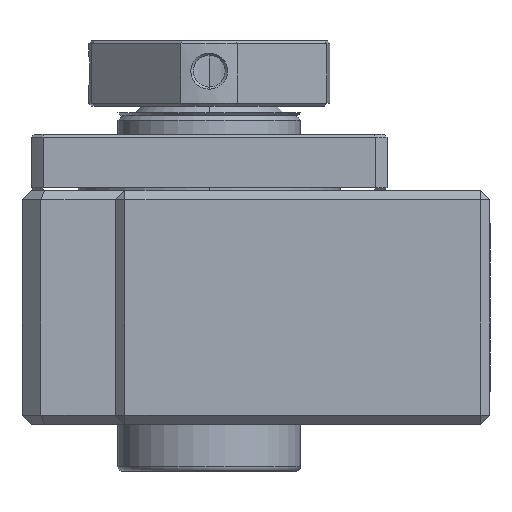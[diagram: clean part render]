
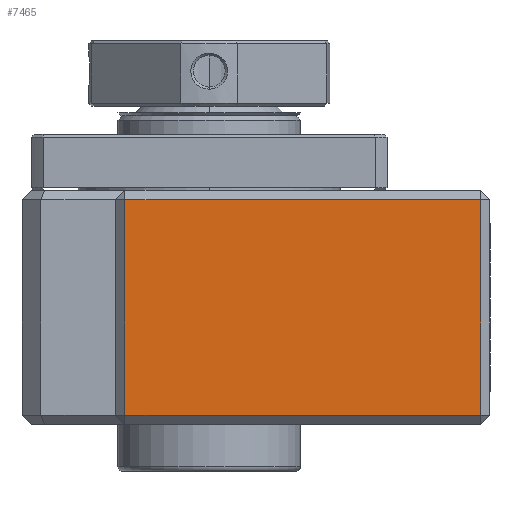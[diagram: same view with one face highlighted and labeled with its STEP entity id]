
A CAD part, left-side view. The second image highlights one B-rep face of the part: STEP entity #7465.
In plain terms, the highlighted planar face has unit normal (-1, 0, 0).
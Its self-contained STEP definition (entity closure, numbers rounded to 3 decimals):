
#110 = ORIENTED_EDGE ( 'NONE', *, *, #7277, .T. ) ;
#279 = EDGE_CURVE ( 'NONE', #909, #9769, #8109, .T. ) ;
#472 = CARTESIAN_POINT ( 'NONE',  ( -40., -29., -24. ) ) ;
#580 = PLANE ( 'NONE',  #1023 ) ;
#878 = DIRECTION ( 'NONE',  ( -1., 0., 0. ) ) ;
#909 = VERTEX_POINT ( 'NONE', #2334 ) ;
#1023 = AXIS2_PLACEMENT_3D ( 'NONE', #4941, #878, #4409 ) ;
#1131 = CARTESIAN_POINT ( 'NONE',  ( -40., -29., -25. ) ) ;
#1624 = DIRECTION ( 'NONE',  ( 0., 0., 1. ) ) ;
#2334 = CARTESIAN_POINT ( 'NONE',  ( -40., 9., -1. ) ) ;
#2464 = ORIENTED_EDGE ( 'NONE', *, *, #2841, .T. ) ;
#2704 = CARTESIAN_POINT ( 'NONE',  ( -40., -29., -1. ) ) ;
#2796 = VECTOR ( 'NONE', #4107, 1000. ) ;
#2812 = LINE ( 'NONE', #4118, #2796 ) ;
#2841 = EDGE_CURVE ( 'NONE', #9769, #7530, #9711, .T. ) ;
#3168 = DIRECTION ( 'NONE',  ( 0., 0., -1. ) ) ;
#3317 = EDGE_LOOP ( 'NONE', ( #7068, #2464, #110, #3627 ) ) ;
#3569 = VERTEX_POINT ( 'NONE', #2704 ) ;
#3583 = CARTESIAN_POINT ( 'NONE',  ( -40., 9., -25. ) ) ;
#3590 = FACE_OUTER_BOUND ( 'NONE', #3317, .T. ) ;
#3627 = ORIENTED_EDGE ( 'NONE', *, *, #8087, .T. ) ;
#3826 = VECTOR ( 'NONE', #1624, 1000. ) ;
#3864 = LINE ( 'NONE', #1131, #3826 ) ;
#4107 = DIRECTION ( 'NONE',  ( 0., 1., 0. ) ) ;
#4118 = CARTESIAN_POINT ( 'NONE',  ( -40., 10., -1. ) ) ;
#4409 = DIRECTION ( 'NONE',  ( 0., 0., 1. ) ) ;
#4918 = CARTESIAN_POINT ( 'NONE',  ( -40., 9., -24. ) ) ;
#4941 = CARTESIAN_POINT ( 'NONE',  ( -40., -30., -25. ) ) ;
#5772 = CARTESIAN_POINT ( 'NONE',  ( -40., -30., -24. ) ) ;
#5967 = DIRECTION ( 'NONE',  ( 0., -1., 0. ) ) ;
#7068 = ORIENTED_EDGE ( 'NONE', *, *, #279, .T. ) ;
#7277 = EDGE_CURVE ( 'NONE', #7530, #3569, #3864, .T. ) ;
#7465 = ADVANCED_FACE ( 'NONE', ( #3590 ), #580, .T. ) ;
#7530 = VERTEX_POINT ( 'NONE', #472 ) ;
#8026 = VECTOR ( 'NONE', #3168, 1000. ) ;
#8087 = EDGE_CURVE ( 'NONE', #3569, #909, #2812, .T. ) ;
#8109 = LINE ( 'NONE', #3583, #8026 ) ;
#9641 = VECTOR ( 'NONE', #5967, 1000. ) ;
#9711 = LINE ( 'NONE', #5772, #9641 ) ;
#9769 = VERTEX_POINT ( 'NONE', #4918 ) ;
